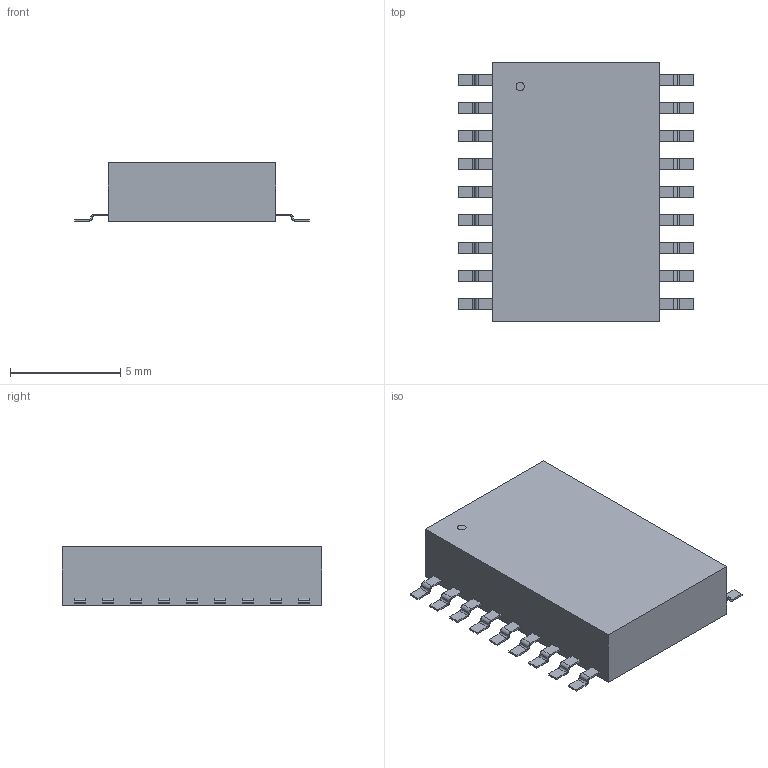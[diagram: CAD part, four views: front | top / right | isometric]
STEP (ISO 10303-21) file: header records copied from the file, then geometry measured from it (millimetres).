
FILE_DESCRIPTION(('STEP AP214'),'1');
FILE_NAME('DW18','2022-06-03T09:08:52',(''),(''),'','','');
FILE_SCHEMA(('AUTOMOTIVE_DESIGN'));
Length unit declared in the file: millimetre
Products named in the file (1): product
Bounding box: 10.64 x 11.76 x 2.64 mm (x, y, z)
Volume: 237.1 mm3; surface area: 317.5 mm2
Topology: 20 solids, 20 shells, 261 faces, 663 edges, 442 vertices
Faces by surface type: plane 188, cylinder 73
Full cylindrical faces by diameter (mm): 0.38 x1
Entity records: 7528 total; most frequent: DIRECTION 1334, ORIENTED_EDGE 1324, CARTESIAN_POINT 779, EDGE_CURVE 662, LINE 516, VECTOR 516, VERTEX_POINT 442, AXIS2_PLACEMENT_3D 409
